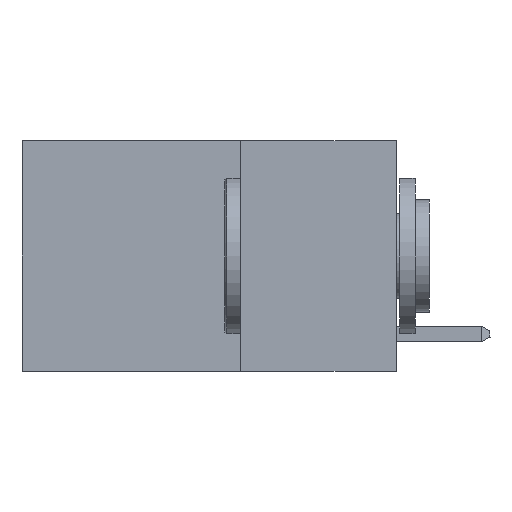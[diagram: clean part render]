
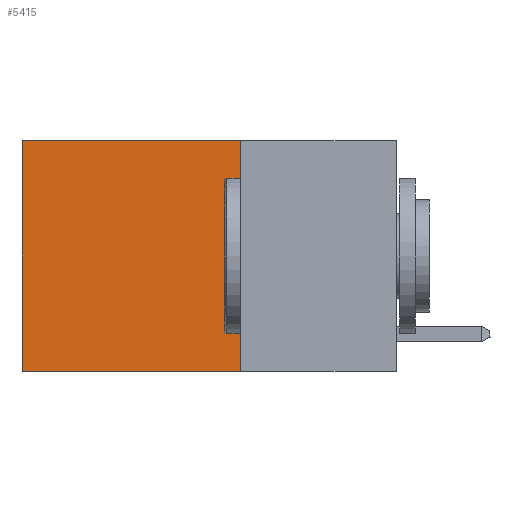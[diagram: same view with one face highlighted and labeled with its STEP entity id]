
A CAD part, left-side view. The second image highlights one B-rep face of the part: STEP entity #5415.
In plain terms, the highlighted planar face has unit normal (-1, 0, 0).
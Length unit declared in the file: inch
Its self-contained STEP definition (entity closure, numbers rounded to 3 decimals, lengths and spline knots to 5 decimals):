
#181 = VERTEX_POINT ( 'NONE', #12637 ) ;
#648 = AXIS2_PLACEMENT_3D ( 'NONE', #2507, #4503, #11092 ) ;
#746 = ORIENTED_EDGE ( 'NONE', *, *, #7287, .T. ) ;
#1375 = CARTESIAN_POINT ( 'NONE',  ( 0.2625, 0.6, 0. ) ) ;
#1687 = DIRECTION ( 'NONE',  ( 0., 0., -1. ) ) ;
#1849 = EDGE_LOOP ( 'NONE', ( #3695, #11323, #7389, #746 ) ) ;
#2507 = CARTESIAN_POINT ( 'NONE',  ( 0.2625, 0.25, 0. ) ) ;
#2591 = DIRECTION ( 'NONE',  ( 0., 1., 0. ) ) ;
#2736 = CARTESIAN_POINT ( 'NONE',  ( 0.2625, 0.25, 0. ) ) ;
#3455 = LINE ( 'NONE', #10920, #8599 ) ;
#3695 = ORIENTED_EDGE ( 'NONE', *, *, #11887, .T. ) ;
#4158 = VERTEX_POINT ( 'NONE', #12153 ) ;
#4503 = DIRECTION ( 'NONE',  ( 1., 0., 0. ) ) ;
#5415 = ADVANCED_FACE ( 'NONE', ( #6970 ), #6386, .F. ) ;
#5509 = VECTOR ( 'NONE', #1687, 39.37008 ) ;
#6386 = PLANE ( 'NONE',  #648 ) ;
#6390 = CARTESIAN_POINT ( 'NONE',  ( 0.2625, 0.6, -0.37 ) ) ;
#6831 = VECTOR ( 'NONE', #2591, 39.37008 ) ;
#6970 = FACE_OUTER_BOUND ( 'NONE', #1849, .T. ) ;
#6971 = VECTOR ( 'NONE', #11984, 39.37008 ) ;
#7287 = EDGE_CURVE ( 'NONE', #4158, #181, #3455, .T. ) ;
#7389 = ORIENTED_EDGE ( 'NONE', *, *, #10562, .F. ) ;
#8159 = VERTEX_POINT ( 'NONE', #6390 ) ;
#8599 = VECTOR ( 'NONE', #11857, 39.37008 ) ;
#9359 = LINE ( 'NONE', #10210, #6831 ) ;
#9489 = LINE ( 'NONE', #1375, #6971 ) ;
#10210 = CARTESIAN_POINT ( 'NONE',  ( 0.2625, 0.25, -0.37 ) ) ;
#10562 = EDGE_CURVE ( 'NONE', #4158, #10660, #12424, .T. ) ;
#10660 = VERTEX_POINT ( 'NONE', #11389 ) ;
#10920 = CARTESIAN_POINT ( 'NONE',  ( 0.2625, 0.25, 0. ) ) ;
#11092 = DIRECTION ( 'NONE',  ( 0., 0., -1. ) ) ;
#11127 = EDGE_CURVE ( 'NONE', #10660, #8159, #9359, .T. ) ;
#11323 = ORIENTED_EDGE ( 'NONE', *, *, #11127, .F. ) ;
#11389 = CARTESIAN_POINT ( 'NONE',  ( 0.2625, 0.25, -0.37 ) ) ;
#11857 = DIRECTION ( 'NONE',  ( 0., 1., 0. ) ) ;
#11887 = EDGE_CURVE ( 'NONE', #181, #8159, #9489, .T. ) ;
#11984 = DIRECTION ( 'NONE',  ( 0., 0., -1. ) ) ;
#12153 = CARTESIAN_POINT ( 'NONE',  ( 0.2625, 0.25, 0. ) ) ;
#12424 = LINE ( 'NONE', #2736, #5509 ) ;
#12637 = CARTESIAN_POINT ( 'NONE',  ( 0.2625, 0.6, 0. ) ) ;
